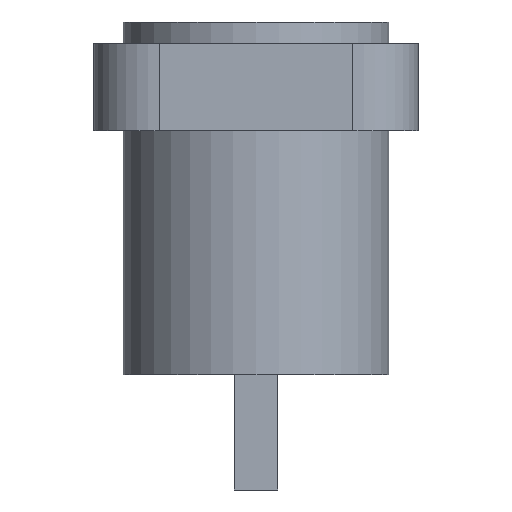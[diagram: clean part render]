
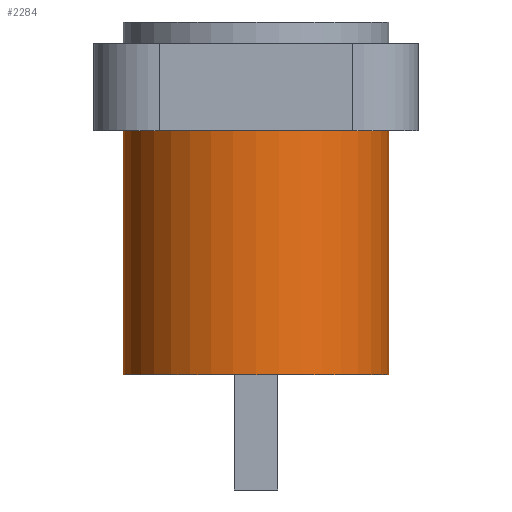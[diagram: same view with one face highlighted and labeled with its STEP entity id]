
A CAD part, left-side view. The second image highlights one B-rep face of the part: STEP entity #2284.
In plain terms, the highlighted cylindrical face has radius 6.1 mm (diameter 12.2 mm), a partial arc.
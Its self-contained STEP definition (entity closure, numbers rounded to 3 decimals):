
#115 = VERTEX_POINT ( 'NONE', #1305 ) ;
#118 = ORIENTED_EDGE ( 'NONE', *, *, #625, .T. ) ;
#199 = CARTESIAN_POINT ( 'NONE',  ( -4.15, -6.1, -13.2 ) ) ;
#260 = EDGE_LOOP ( 'NONE', ( #2128, #2201, #640, #118 ) ) ;
#308 = DIRECTION ( 'NONE',  ( 0., 0., 1. ) ) ;
#386 = VECTOR ( 'NONE', #597, 1000. ) ;
#421 = CARTESIAN_POINT ( 'NONE',  ( -4.15, 0., -2. ) ) ;
#499 = DIRECTION ( 'NONE',  ( 1., 0., 0. ) ) ;
#594 = LINE ( 'NONE', #199, #1313 ) ;
#597 = DIRECTION ( 'NONE',  ( 0., 0., 1. ) ) ;
#616 = DIRECTION ( 'NONE',  ( -1., 0., 0. ) ) ;
#625 = EDGE_CURVE ( 'NONE', #1757, #115, #1461, .T. ) ;
#640 = ORIENTED_EDGE ( 'NONE', *, *, #1204, .F. ) ;
#691 = FACE_OUTER_BOUND ( 'NONE', #260, .T. ) ;
#804 = CIRCLE ( 'NONE', #1111, 6.1 ) ;
#905 = CARTESIAN_POINT ( 'NONE',  ( -4.15, -6.1, -2. ) ) ;
#1069 = AXIS2_PLACEMENT_3D ( 'NONE', #1341, #1694, #2057 ) ;
#1111 = AXIS2_PLACEMENT_3D ( 'NONE', #421, #1490, #616 ) ;
#1137 = VERTEX_POINT ( 'NONE', #905 ) ;
#1143 = CARTESIAN_POINT ( 'NONE',  ( -4.15, 6.1, -13.2 ) ) ;
#1204 = EDGE_CURVE ( 'NONE', #1757, #2336, #1713, .T. ) ;
#1305 = CARTESIAN_POINT ( 'NONE',  ( -4.15, -6.1, -13.2 ) ) ;
#1313 = VECTOR ( 'NONE', #2040, 1000. ) ;
#1341 = CARTESIAN_POINT ( 'NONE',  ( -4.15, 0., -13.2 ) ) ;
#1355 = EDGE_CURVE ( 'NONE', #1137, #2336, #804, .T. ) ;
#1380 = AXIS2_PLACEMENT_3D ( 'NONE', #1440, #308, #499 ) ;
#1440 = CARTESIAN_POINT ( 'NONE',  ( -4.15, 0., -13.2 ) ) ;
#1461 = CIRCLE ( 'NONE', #1069, 6.1 ) ;
#1490 = DIRECTION ( 'NONE',  ( 0., 0., -1. ) ) ;
#1592 = CARTESIAN_POINT ( 'NONE',  ( -4.15, 6.1, -2. ) ) ;
#1694 = DIRECTION ( 'NONE',  ( 0., 0., 1. ) ) ;
#1713 = LINE ( 'NONE', #1143, #386 ) ;
#1757 = VERTEX_POINT ( 'NONE', #2176 ) ;
#2035 = EDGE_CURVE ( 'NONE', #115, #1137, #594, .T. ) ;
#2040 = DIRECTION ( 'NONE',  ( 0., 0., 1. ) ) ;
#2057 = DIRECTION ( 'NONE',  ( 1., 0., 0. ) ) ;
#2128 = ORIENTED_EDGE ( 'NONE', *, *, #2035, .T. ) ;
#2176 = CARTESIAN_POINT ( 'NONE',  ( -4.15, 6.1, -13.2 ) ) ;
#2201 = ORIENTED_EDGE ( 'NONE', *, *, #1355, .T. ) ;
#2284 = ADVANCED_FACE ( 'NONE', ( #691 ), #2358, .T. ) ;
#2336 = VERTEX_POINT ( 'NONE', #1592 ) ;
#2358 = CYLINDRICAL_SURFACE ( 'NONE', #1380, 6.1 ) ;
